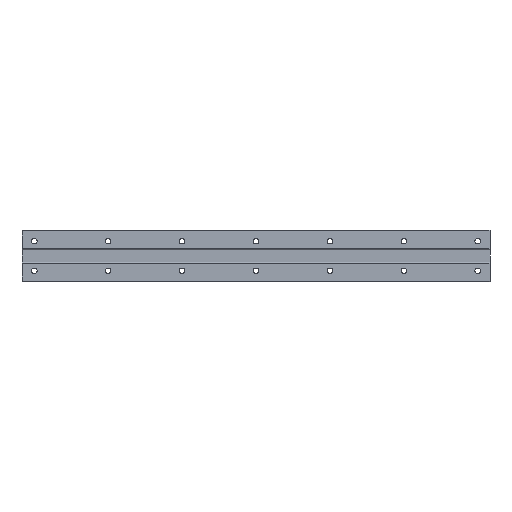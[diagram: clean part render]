
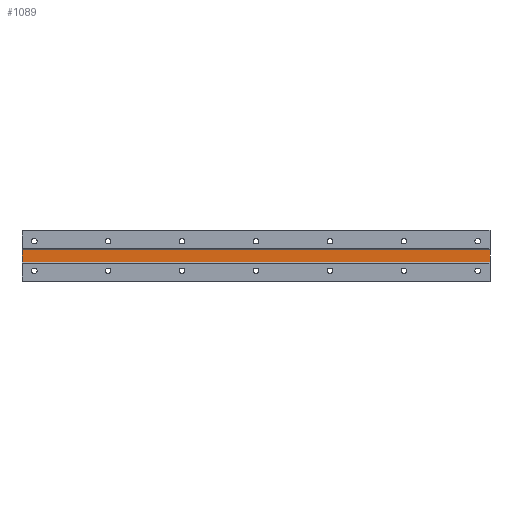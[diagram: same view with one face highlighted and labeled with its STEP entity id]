
A CAD part, front view. The second image highlights one B-rep face of the part: STEP entity #1089.
In plain terms, the highlighted planar face has unit normal (0, -1, 0).
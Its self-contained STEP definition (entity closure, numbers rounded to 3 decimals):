
#32 = DIRECTION ( 'NONE',  ( 0., 1., 0. ) ) ;
#38 = VECTOR ( 'NONE', #2365, 1000. ) ;
#62 = DIRECTION ( 'NONE',  ( 0., 0., 1. ) ) ;
#265 = VECTOR ( 'NONE', #3169, 1000. ) ;
#359 = VERTEX_POINT ( 'NONE', #873 ) ;
#548 = CARTESIAN_POINT ( 'NONE',  ( 370., 1., 20.827 ) ) ;
#873 = CARTESIAN_POINT ( 'NONE',  ( 370., 1., 5. ) ) ;
#962 = ORIENTED_EDGE ( 'NONE', *, *, #1010, .F. ) ;
#1010 = EDGE_CURVE ( 'NONE', #359, #1727, #1062, .T. ) ;
#1062 = LINE ( 'NONE', #548, #2001 ) ;
#1089 = ADVANCED_FACE ( 'NONE', ( #2355 ), #3178, .F. ) ;
#1262 = ORIENTED_EDGE ( 'NONE', *, *, #1627, .T. ) ;
#1331 = CARTESIAN_POINT ( 'NONE',  ( 370., 1., 5. ) ) ;
#1378 = DIRECTION ( 'NONE',  ( 1., 0., 0. ) ) ;
#1620 = LINE ( 'NONE', #2915, #38 ) ;
#1627 = EDGE_CURVE ( 'NONE', #3323, #1727, #1620, .T. ) ;
#1637 = LINE ( 'NONE', #2699, #2146 ) ;
#1727 = VERTEX_POINT ( 'NONE', #2933 ) ;
#1958 = CARTESIAN_POINT ( 'NONE',  ( -10., 1., 5. ) ) ;
#1999 = EDGE_CURVE ( 'NONE', #2646, #3323, #3155, .T. ) ;
#2001 = VECTOR ( 'NONE', #2871, 1000. ) ;
#2104 = CARTESIAN_POINT ( 'NONE',  ( -10., 1., -5. ) ) ;
#2115 = CARTESIAN_POINT ( 'NONE',  ( -10., 1., 20.827 ) ) ;
#2146 = VECTOR ( 'NONE', #1378, 1000. ) ;
#2210 = ORIENTED_EDGE ( 'NONE', *, *, #2939, .F. ) ;
#2355 = FACE_OUTER_BOUND ( 'NONE', #2769, .T. ) ;
#2365 = DIRECTION ( 'NONE',  ( 1., 0., 0. ) ) ;
#2646 = VERTEX_POINT ( 'NONE', #1958 ) ;
#2699 = CARTESIAN_POINT ( 'NONE',  ( 370., 1., 5. ) ) ;
#2749 = ORIENTED_EDGE ( 'NONE', *, *, #1999, .T. ) ;
#2769 = EDGE_LOOP ( 'NONE', ( #1262, #962, #2210, #2749 ) ) ;
#2871 = DIRECTION ( 'NONE',  ( 0., 0., -1. ) ) ;
#2909 = AXIS2_PLACEMENT_3D ( 'NONE', #1331, #32, #62 ) ;
#2915 = CARTESIAN_POINT ( 'NONE',  ( 370., 1., -5. ) ) ;
#2933 = CARTESIAN_POINT ( 'NONE',  ( 370., 1., -5. ) ) ;
#2939 = EDGE_CURVE ( 'NONE', #2646, #359, #1637, .T. ) ;
#3155 = LINE ( 'NONE', #2115, #265 ) ;
#3169 = DIRECTION ( 'NONE',  ( 0., 0., -1. ) ) ;
#3178 = PLANE ( 'NONE',  #2909 ) ;
#3323 = VERTEX_POINT ( 'NONE', #2104 ) ;
